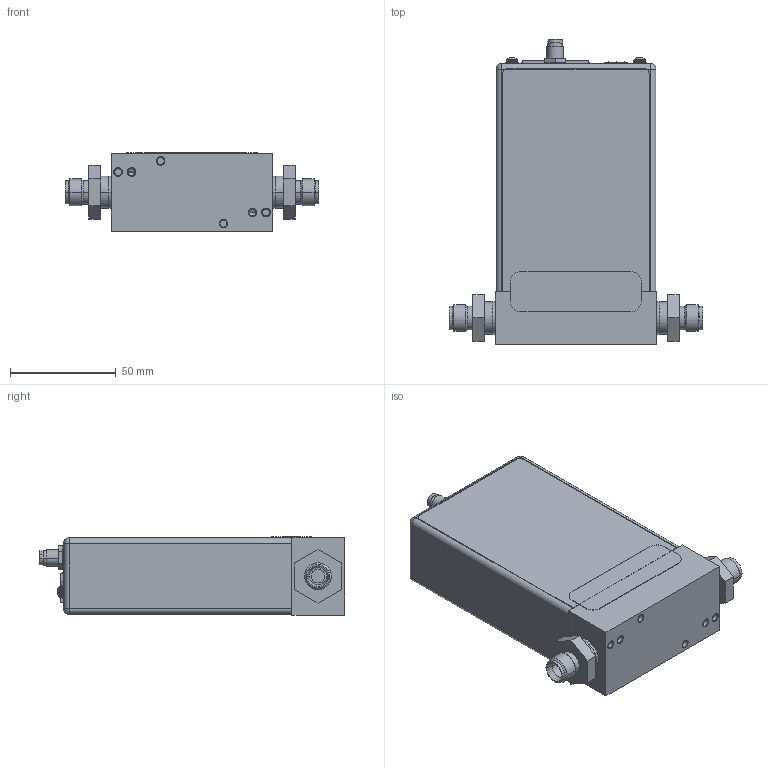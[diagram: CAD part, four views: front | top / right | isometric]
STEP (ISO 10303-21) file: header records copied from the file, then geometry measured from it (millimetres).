
FILE_DESCRIPTION((''),'2;1');
FILE_NAME('GM50A_ETHERCAT_8MM_ASM','2014-09-26T',('cockrofm'),(''),'PRO/ENGINEER BY PARAMETRIC TECHNOLOGY CORPORATION, 2011490','PRO/ENGINEER BY PARAMETRIC TECHNOLOGY CORPORATION, 2011490','');
FILE_SCHEMA(('CONFIG_CONTROL_DESIGN'));
Length unit declared in the file: inch
Products named in the file (27): PRT0002; PRT0003; PRT0004; 1053737-002_ASM_2_ASM_ASM_ASM_ASM; PRT0005; PRT0006; PRT0007; PRT0008; PRT0009; PRT0010; PRT0011; PRT0012; PRT0013; 1055980_CCA_ASSY_ASM_1_ASM_ASM__ASM; PRT0014; PRT0015; PRT0016; PRT0017; PRT0018; PRT0019; 1040814_FOR_STP_ASM_2_ASM_ASM_A_ASM; GE50A_ETHERCAT_5-PIN_4VCR_ASM_A_ASM; 1051894_FITTING-8MM_1; GE50A_ETHERCAT_5-PIN_6MM_ASM_AS_ASM; GM50A_ETHERCAT_8MM_ASM_ASM; 119085-P1_DUMMY_BLANK; GM50A_ETHERCAT_8MM_ASM
Assembly tree (33 placements, depth 7):
  GM50A_ETHERCAT_8MM_ASM
    GM50A_ETHERCAT_8MM_ASM_ASM
      GE50A_ETHERCAT_5-PIN_6MM_ASM_AS_ASM
        GE50A_ETHERCAT_5-PIN_4VCR_ASM_A_ASM
          1040814_FOR_STP_ASM_2_ASM_ASM_A_ASM
            PRT0002
            1053737-002_ASM_2_ASM_ASM_ASM_ASM
              PRT0003
              PRT0004
            PRT0005
            PRT0006
            PRT0007
            1055980_CCA_ASSY_ASM_1_ASM_ASM__ASM
              PRT0008
              PRT0009
              PRT0010
              PRT0011
              PRT0012  x2
              PRT0013  x3
            PRT0014
            PRT0015
            PRT0016
            PRT0017
            PRT0018  x2
            PRT0019  x3
        1051894_FITTING-8MM_1  x2
    119085-P1_DUMMY_BLANK
Bounding box: 119.99 x 144.53 x 37.08 mm (x, y, z)
Volume: 108290 mm3; surface area: 113708.7 mm2
Topology: 27 solids, 33 shells, 1018 faces, 2453 edges, 1550 vertices
Faces by surface type: plane 607, cylinder 293, cone 40, extrusion 40, torus 24, sphere 14
Entity records: 24566 total; most frequent: CARTESIAN_POINT 4667, DIRECTION 4196, ORIENTED_EDGE 3842, EDGE_CURVE 1931, AXIS2_PLACEMENT_3D 1434, VECTOR 1328, LINE 1308, VERTEX_POINT 1236
